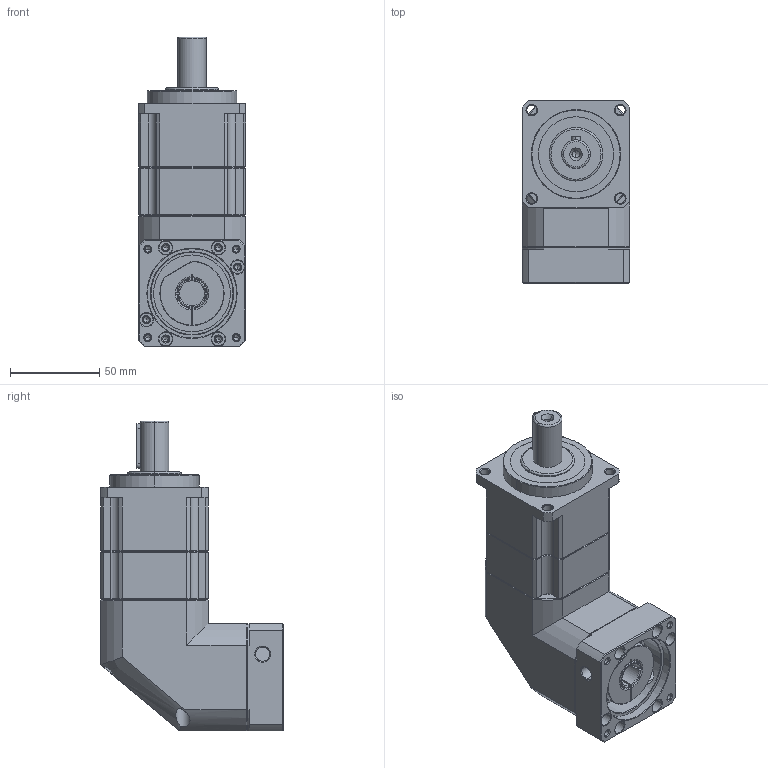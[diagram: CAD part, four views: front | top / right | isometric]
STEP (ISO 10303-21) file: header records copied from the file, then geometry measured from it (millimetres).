
FILE_DESCRIPTION (( 'STEP AP214' ), '1' );
FILE_NAME ('SBL060-L2-14-50-70M4-M5侐脫.STEP', '2023-01-29T08:58:24', ( 'admin' ), ( '' ), 'SwSTEP 2.0', 'SolidWorks 2013', '' );
FILE_SCHEMA (( 'AUTOMOTIVE_DESIGN' ));
Length unit declared in the file: millimetre
Products named in the file (6): SBL060_X2_8F9351658F7495017D2773AF_X0_-14; SBL060-50-70M4; SBL060-14; SBL060-L2-14-50-70M4-M5侐脫; SB060_X2_4E007EA79F7F5708_X0_; SB060_X2_8F9351FA7AEF_X0_
Assembly tree (5 placements, depth 2):
  SBL060-L2-14-50-70M4-M5侐脫
    SBL060-14
    SBL060-50-70M4
    SBL060_X2_8F9351658F7495017D2773AF_X0_-14
    SB060_X2_8F9351FA7AEF_X0_
    SB060_X2_4E007EA79F7F5708_X0_
Bounding box: 60 x 102 x 173.5 mm (x, y, z)
Volume: 547366.4 mm3; surface area: 90773.4 mm2
Topology: 7 solids, 7 shells, 512 faces, 1277 edges, 781 vertices
Faces by surface type: cylinder 182, plane 174, cone 141, bspline 15
Entity records: 22061 total; most frequent: CARTESIAN_POINT 4046, DIRECTION 2596, ORIENTED_EDGE 2506, EDGE_CURVE 1253, AXIS2_PLACEMENT_3D 1008, VERTEX_POINT 781, LINE 580, VECTOR 580
